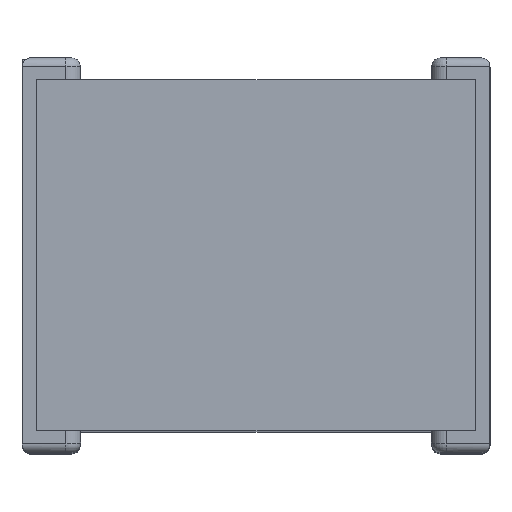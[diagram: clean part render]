
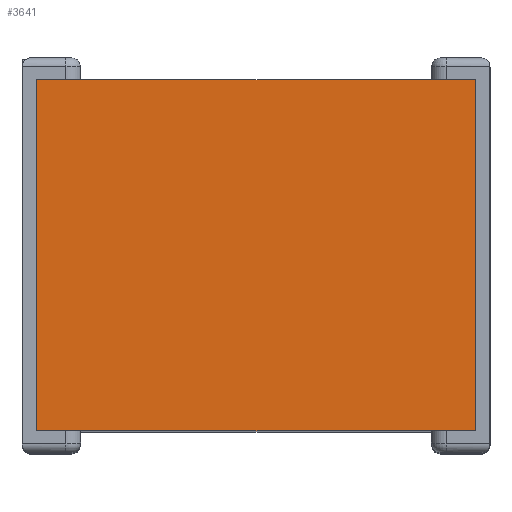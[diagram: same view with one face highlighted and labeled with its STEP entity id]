
A CAD part, top view. The second image highlights one B-rep face of the part: STEP entity #3641.
In plain terms, the highlighted planar face has unit normal (0, 0, 1).
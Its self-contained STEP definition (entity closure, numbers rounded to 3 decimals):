
#4 = EDGE_CURVE ( 'NONE', #4912, #2695, #1562, .T. ) ;
#200 = VERTEX_POINT ( 'NONE', #2802 ) ;
#410 = DIRECTION ( 'NONE',  ( 0., 0., 1. ) ) ;
#441 = VECTOR ( 'NONE', #2850, 1000. ) ;
#640 = EDGE_CURVE ( 'NONE', #4912, #3659, #5671, .T. ) ;
#954 = VECTOR ( 'NONE', #2719, 1000. ) ;
#1304 = CARTESIAN_POINT ( 'NONE',  ( -0.75, 0.075, 1.6 ) ) ;
#1559 = DIRECTION ( 'NONE',  ( 1., 0., 0. ) ) ;
#1562 = LINE ( 'NONE', #1304, #4967 ) ;
#1726 = CARTESIAN_POINT ( 'NONE',  ( 0., 0.075, 1.6 ) ) ;
#1931 = CARTESIAN_POINT ( 'NONE',  ( 0., 1.275, 1.6 ) ) ;
#2608 = EDGE_CURVE ( 'NONE', #3659, #200, #5656, .T. ) ;
#2677 = CARTESIAN_POINT ( 'NONE',  ( 0., 0.075, 1.6 ) ) ;
#2695 = VERTEX_POINT ( 'NONE', #5165 ) ;
#2719 = DIRECTION ( 'NONE',  ( 1., 0., 0. ) ) ;
#2802 = CARTESIAN_POINT ( 'NONE',  ( 0.75, 1.275, 1.6 ) ) ;
#2850 = DIRECTION ( 'NONE',  ( 0., 1., 0. ) ) ;
#2884 = VECTOR ( 'NONE', #1559, 1000. ) ;
#3021 = CARTESIAN_POINT ( 'NONE',  ( -0.75, 0.075, 1.6 ) ) ;
#3523 = DIRECTION ( 'NONE',  ( 0., 1., 0. ) ) ;
#3641 = ADVANCED_FACE ( 'NONE', ( #5554 ), #5594, .T. ) ;
#3659 = VERTEX_POINT ( 'NONE', #4546 ) ;
#3856 = EDGE_LOOP ( 'NONE', ( #4125, #5373, #4425, #4917 ) ) ;
#3911 = EDGE_CURVE ( 'NONE', #2695, #200, #6094, .T. ) ;
#4052 = DIRECTION ( 'NONE',  ( 1., 0., 0. ) ) ;
#4125 = ORIENTED_EDGE ( 'NONE', *, *, #3911, .F. ) ;
#4247 = CARTESIAN_POINT ( 'NONE',  ( 0.75, 0.075, 1.6 ) ) ;
#4425 = ORIENTED_EDGE ( 'NONE', *, *, #640, .T. ) ;
#4546 = CARTESIAN_POINT ( 'NONE',  ( 0.75, 0.075, 1.6 ) ) ;
#4711 = AXIS2_PLACEMENT_3D ( 'NONE', #2677, #410, #4052 ) ;
#4912 = VERTEX_POINT ( 'NONE', #3021 ) ;
#4917 = ORIENTED_EDGE ( 'NONE', *, *, #2608, .T. ) ;
#4967 = VECTOR ( 'NONE', #3523, 1000. ) ;
#5165 = CARTESIAN_POINT ( 'NONE',  ( -0.75, 1.275, 1.6 ) ) ;
#5373 = ORIENTED_EDGE ( 'NONE', *, *, #4, .F. ) ;
#5554 = FACE_OUTER_BOUND ( 'NONE', #3856, .T. ) ;
#5594 = PLANE ( 'NONE',  #4711 ) ;
#5656 = LINE ( 'NONE', #4247, #441 ) ;
#5671 = LINE ( 'NONE', #1726, #954 ) ;
#6094 = LINE ( 'NONE', #1931, #2884 ) ;
